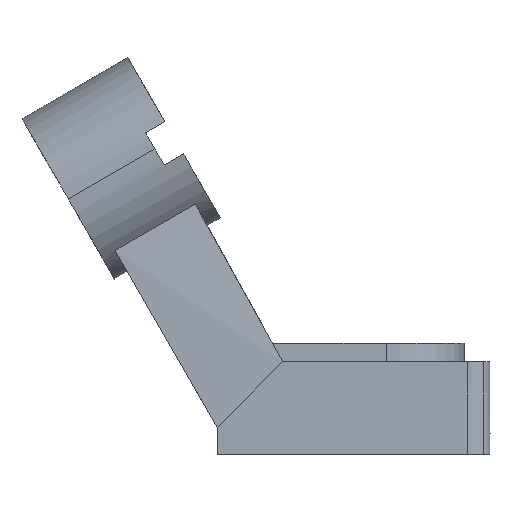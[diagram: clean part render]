
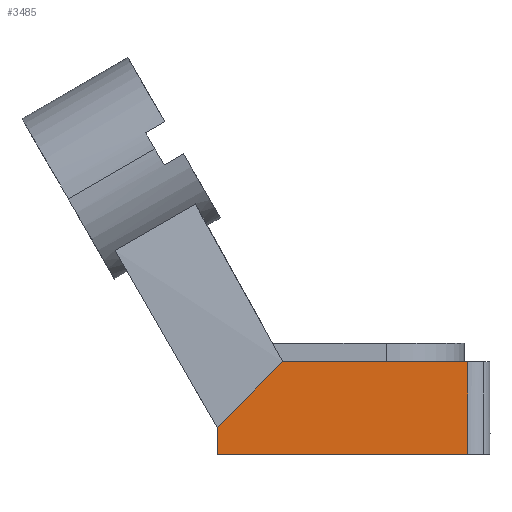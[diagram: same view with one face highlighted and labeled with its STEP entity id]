
A CAD part, left-side view. The second image highlights one B-rep face of the part: STEP entity #3485.
In plain terms, the highlighted planar face has unit normal (-1, 0, 0).
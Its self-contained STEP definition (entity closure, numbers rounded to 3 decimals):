
#489 = B_SPLINE_SURFACE_WITH_KNOTS('',1,1,(
    (#490,#491)
    ,(#492,#493
    )),.UNSPECIFIED.,.F.,.F.,.F.,(2,2),(2,2),(-12.5,
    12.5),(-14.073,39.059),
  .PIECEWISE_BEZIER_KNOTS.);
#490 = CARTESIAN_POINT('',(-28.,0.5,-26.428
    ));
#491 = CARTESIAN_POINT('',(-17.,28.104,
    21.385));
#492 = CARTESIAN_POINT('',(-28.,-17.178,-8.75));
#493 = CARTESIAN_POINT('',(-17.,6.454,33.885
    ));
#733 = PLANE('',#734);
#734 = AXIS2_PLACEMENT_3D('',#735,#736,#737);
#735 = CARTESIAN_POINT('',(0.,-52.819,-8.75));
#736 = DIRECTION('',(0.,0.,-1.));
#737 = DIRECTION('',(0.,-1.,0.));
#767 = VERTEX_POINT('',#768);
#768 = CARTESIAN_POINT('',(-28.,-17.178,-8.75));
#866 = VERTEX_POINT('',#867);
#867 = CARTESIAN_POINT('',(-28.,0.5,-26.428));
#881 = PLANE('',#882);
#882 = AXIS2_PLACEMENT_3D('',#883,#884,#885);
#883 = CARTESIAN_POINT('',(0.,0.5,
    -30.631));
#884 = DIRECTION('',(0.,1.,0.));
#885 = DIRECTION('',(0.,0.,1.));
#1003 = VERTEX_POINT('',#1004);
#1004 = CARTESIAN_POINT('',(-28.,0.5,-33.75));
#1018 = PLANE('',#1019);
#1019 = AXIS2_PLACEMENT_3D('',#1020,#1021,#1022);
#1020 = CARTESIAN_POINT('',(0.,0.5,-33.75));
#1021 = DIRECTION('',(0.,0.,-1.));
#1022 = DIRECTION('',(1.,0.,0.));
#1030 = EDGE_CURVE('',#866,#1003,#1031,.T.);
#1031 = SURFACE_CURVE('',#1032,(#1036,#1043),.PCURVE_S1.);
#1032 = LINE('',#1033,#1034);
#1033 = CARTESIAN_POINT('',(-28.,0.5,-30.089));
#1034 = VECTOR('',#1035,1.);
#1035 = DIRECTION('',(0.,0.,-1.));
#1036 = PCURVE('',#881,#1037);
#1037 = DEFINITIONAL_REPRESENTATION('',(#1038),#1042);
#1038 = LINE('',#1039,#1040);
#1039 = CARTESIAN_POINT('',(0.542,-28.));
#1040 = VECTOR('',#1041,1.);
#1041 = DIRECTION('',(-1.,0.));
#1042 = ( GEOMETRIC_REPRESENTATION_CONTEXT(2) 
PARAMETRIC_REPRESENTATION_CONTEXT() REPRESENTATION_CONTEXT('2D SPACE',''
  ) );
#1043 = PCURVE('',#1044,#1049);
#1044 = PLANE('',#1045);
#1045 = AXIS2_PLACEMENT_3D('',#1046,#1047,#1048);
#1046 = CARTESIAN_POINT('',(-28.,0.5,-8.75));
#1047 = DIRECTION('',(-1.,0.,0.));
#1048 = DIRECTION('',(0.,0.,1.));
#1049 = DEFINITIONAL_REPRESENTATION('',(#1050),#1054);
#1050 = LINE('',#1051,#1052);
#1051 = CARTESIAN_POINT('',(-21.339,0.));
#1052 = VECTOR('',#1053,1.);
#1053 = DIRECTION('',(-1.,0.));
#1054 = ( GEOMETRIC_REPRESENTATION_CONTEXT(2) 
PARAMETRIC_REPRESENTATION_CONTEXT() REPRESENTATION_CONTEXT('2D SPACE',''
  ) );
#1337 = VERTEX_POINT('',#1338);
#1338 = CARTESIAN_POINT('',(-28.,-67.178,-33.75));
#1353 = CYLINDRICAL_SURFACE('',#1354,6.);
#1354 = AXIS2_PLACEMENT_3D('',#1355,#1356,#1357);
#1355 = CARTESIAN_POINT('',(-22.,-67.178,-8.75));
#1356 = DIRECTION('',(0.,0.,1.));
#1357 = DIRECTION('',(-0.707,-0.707,0.));
#1365 = EDGE_CURVE('',#1003,#1337,#1366,.T.);
#1366 = SURFACE_CURVE('',#1367,(#1371,#1378),.PCURVE_S1.);
#1367 = LINE('',#1368,#1369);
#1368 = CARTESIAN_POINT('',(-28.,-33.339,-33.75));
#1369 = VECTOR('',#1370,1.);
#1370 = DIRECTION('',(0.,-1.,0.));
#1371 = PCURVE('',#1018,#1372);
#1372 = DEFINITIONAL_REPRESENTATION('',(#1373),#1377);
#1373 = LINE('',#1374,#1375);
#1374 = CARTESIAN_POINT('',(-28.,33.839));
#1375 = VECTOR('',#1376,1.);
#1376 = DIRECTION('',(0.,1.));
#1377 = ( GEOMETRIC_REPRESENTATION_CONTEXT(2) 
PARAMETRIC_REPRESENTATION_CONTEXT() REPRESENTATION_CONTEXT('2D SPACE',''
  ) );
#1378 = PCURVE('',#1044,#1379);
#1379 = DEFINITIONAL_REPRESENTATION('',(#1380),#1384);
#1380 = LINE('',#1381,#1382);
#1381 = CARTESIAN_POINT('',(-25.,-33.839));
#1382 = VECTOR('',#1383,1.);
#1383 = DIRECTION('',(0.,-1.));
#1384 = ( GEOMETRIC_REPRESENTATION_CONTEXT(2) 
PARAMETRIC_REPRESENTATION_CONTEXT() REPRESENTATION_CONTEXT('2D SPACE',''
  ) );
#1497 = EDGE_CURVE('',#767,#866,#1498,.T.);
#1498 = SURFACE_CURVE('',#1499,(#1503,#1509),.PCURVE_S1.);
#1499 = LINE('',#1500,#1501);
#1500 = CARTESIAN_POINT('',(-28.,-8.339,-17.589));
#1501 = VECTOR('',#1502,1.);
#1502 = DIRECTION('',(0.,0.707,-0.707));
#1503 = PCURVE('',#489,#1504);
#1504 = DEFINITIONAL_REPRESENTATION('',(#1505),#1508);
#1505 = B_SPLINE_CURVE_WITH_KNOTS('',1,(#1506,#1507),.UNSPECIFIED.,.F.,
  .F.,(2,2),(-12.5,12.5),.PIECEWISE_BEZIER_KNOTS.);
#1506 = CARTESIAN_POINT('',(12.5,-14.073));
#1507 = CARTESIAN_POINT('',(-12.5,-14.073));
#1508 = ( GEOMETRIC_REPRESENTATION_CONTEXT(2) 
PARAMETRIC_REPRESENTATION_CONTEXT() REPRESENTATION_CONTEXT('2D SPACE',''
  ) );
#1509 = PCURVE('',#1044,#1510);
#1510 = DEFINITIONAL_REPRESENTATION('',(#1511),#1515);
#1511 = LINE('',#1512,#1513);
#1512 = CARTESIAN_POINT('',(-8.839,-8.839));
#1513 = VECTOR('',#1514,1.);
#1514 = DIRECTION('',(-0.707,0.707));
#1515 = ( GEOMETRIC_REPRESENTATION_CONTEXT(2) 
PARAMETRIC_REPRESENTATION_CONTEXT() REPRESENTATION_CONTEXT('2D SPACE',''
  ) );
#3485 = ADVANCED_FACE('',(#3486),#1044,.T.);
#3486 = FACE_BOUND('',#3487,.T.);
#3487 = EDGE_LOOP('',(#3488,#3511,#3512,#3513,#3514));
#3488 = ORIENTED_EDGE('',*,*,#3489,.F.);
#3489 = EDGE_CURVE('',#767,#3490,#3492,.T.);
#3490 = VERTEX_POINT('',#3491);
#3491 = CARTESIAN_POINT('',(-28.,-67.178,-8.75));
#3492 = SURFACE_CURVE('',#3493,(#3497,#3504),.PCURVE_S1.);
#3493 = LINE('',#3494,#3495);
#3494 = CARTESIAN_POINT('',(-28.,-42.178,-8.75));
#3495 = VECTOR('',#3496,1.);
#3496 = DIRECTION('',(0.,-1.,0.));
#3497 = PCURVE('',#1044,#3498);
#3498 = DEFINITIONAL_REPRESENTATION('',(#3499),#3503);
#3499 = LINE('',#3500,#3501);
#3500 = CARTESIAN_POINT('',(0.,-42.678));
#3501 = VECTOR('',#3502,1.);
#3502 = DIRECTION('',(0.,-1.));
#3503 = ( GEOMETRIC_REPRESENTATION_CONTEXT(2) 
PARAMETRIC_REPRESENTATION_CONTEXT() REPRESENTATION_CONTEXT('2D SPACE',''
  ) );
#3504 = PCURVE('',#733,#3505);
#3505 = DEFINITIONAL_REPRESENTATION('',(#3506),#3510);
#3506 = LINE('',#3507,#3508);
#3507 = CARTESIAN_POINT('',(-10.641,28.));
#3508 = VECTOR('',#3509,1.);
#3509 = DIRECTION('',(1.,0.));
#3510 = ( GEOMETRIC_REPRESENTATION_CONTEXT(2) 
PARAMETRIC_REPRESENTATION_CONTEXT() REPRESENTATION_CONTEXT('2D SPACE',''
  ) );
#3511 = ORIENTED_EDGE('',*,*,#1497,.T.);
#3512 = ORIENTED_EDGE('',*,*,#1030,.T.);
#3513 = ORIENTED_EDGE('',*,*,#1365,.T.);
#3514 = ORIENTED_EDGE('',*,*,#3515,.F.);
#3515 = EDGE_CURVE('',#3490,#1337,#3516,.T.);
#3516 = SURFACE_CURVE('',#3517,(#3521,#3528),.PCURVE_S1.);
#3517 = LINE('',#3518,#3519);
#3518 = CARTESIAN_POINT('',(-28.,-67.178,-21.25));
#3519 = VECTOR('',#3520,1.);
#3520 = DIRECTION('',(0.,0.,-1.));
#3521 = PCURVE('',#1044,#3522);
#3522 = DEFINITIONAL_REPRESENTATION('',(#3523),#3527);
#3523 = LINE('',#3524,#3525);
#3524 = CARTESIAN_POINT('',(-12.5,-67.678));
#3525 = VECTOR('',#3526,1.);
#3526 = DIRECTION('',(-1.,0.));
#3527 = ( GEOMETRIC_REPRESENTATION_CONTEXT(2) 
PARAMETRIC_REPRESENTATION_CONTEXT() REPRESENTATION_CONTEXT('2D SPACE',''
  ) );
#3528 = PCURVE('',#1353,#3529);
#3529 = DEFINITIONAL_REPRESENTATION('',(#3530),#3534);
#3530 = LINE('',#3531,#3532);
#3531 = CARTESIAN_POINT('',(5.498,-12.5));
#3532 = VECTOR('',#3533,1.);
#3533 = DIRECTION('',(0.,-1.));
#3534 = ( GEOMETRIC_REPRESENTATION_CONTEXT(2) 
PARAMETRIC_REPRESENTATION_CONTEXT() REPRESENTATION_CONTEXT('2D SPACE',''
  ) );
